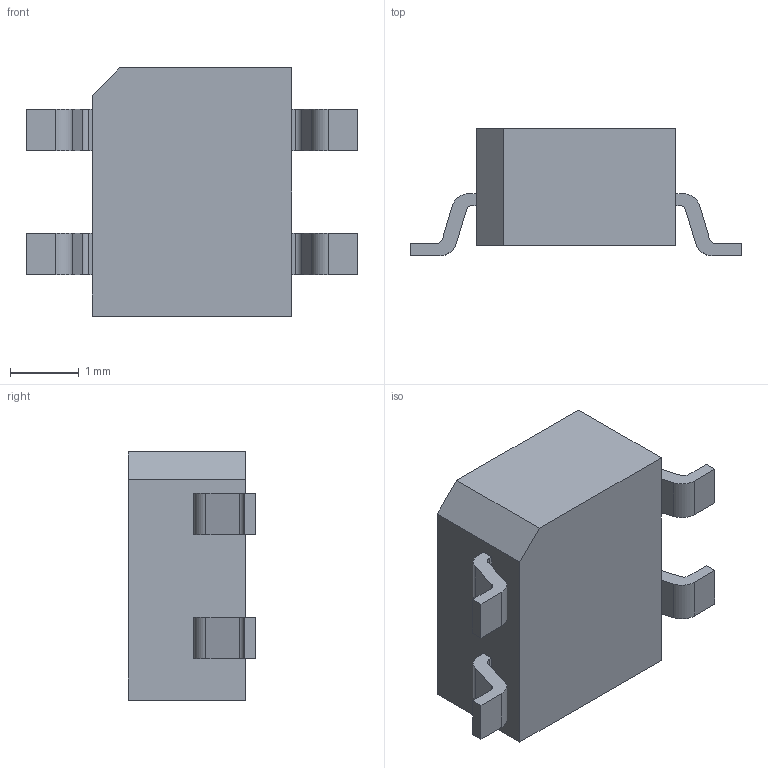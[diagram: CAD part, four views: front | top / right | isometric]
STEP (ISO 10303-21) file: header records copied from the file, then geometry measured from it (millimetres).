
FILE_DESCRIPTION (( 'STEP AP214' ), '1' );
FILE_NAME ('D01AA28F-8C04-4350-A4C6-CA1E205DCD38.STEP', '2022-12-19T19:53:51', ( '' ), ( '' ), 'SwSTEP 2.0', 'SolidWorks 2022', '' );
FILE_SCHEMA (( 'AUTOMOTIVE_DESIGN' ));
Length unit declared in the file: millimetre
Products named in the file (1): D01AA28F-8C04-4350-A4C6-CA1E205DCD38
Bounding box: 4.8 x 1.85 x 3.6 mm (x, y, z)
Volume: 16.7 mm3; surface area: 53.8 mm2
Topology: 1 solids, 1 shells, 70 faces, 186 edges, 124 vertices
Faces by surface type: plane 45, cylinder 25
Entity records: 2966 total; most frequent: CARTESIAN_POINT 408, ORIENTED_EDGE 372, DIRECTION 351, EDGE_CURVE 186, VECTOR 145, LINE 145, VERTEX_POINT 124, AXIS2_PLACEMENT_3D 103
